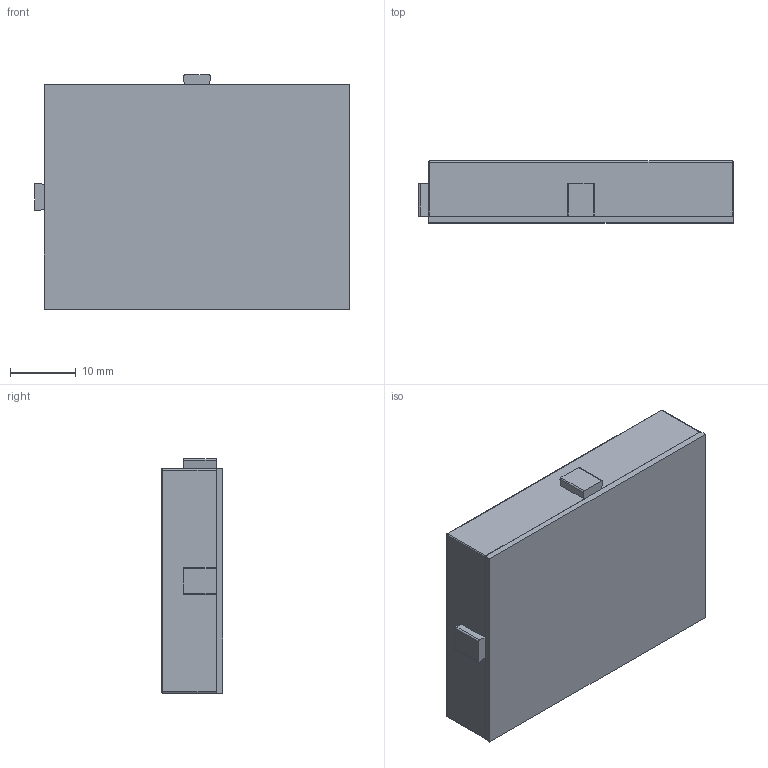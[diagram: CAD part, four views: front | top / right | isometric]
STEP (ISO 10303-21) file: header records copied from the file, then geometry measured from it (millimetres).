
FILE_DESCRIPTION(/* description */ ('STEP AP214'),/* implementation_level */ '2;1');
FILE_NAME(/* name */ '69cbcce2-f938-4b68-8f2c-4aa9f07f0818.zip.stp',/* time_stamp */ '2024-07-31T10:09:08Z',/* author */ (''),/* organization */ (''),/* preprocessor_version */ 'ST-DEVELOPER v20',/* originating_system */ 'Autodesk Translation Framework v13.14.0.145',/* authorisation */ '');
FILE_SCHEMA (('AUTOMOTIVE_DESIGN { 1 0 10303 214 3 1 1 }'));
Length unit declared in the file: millimetre
Products named in the file (1): Mini-Red
Bounding box: 48 x 9.4 x 35.7 mm (x, y, z)
Volume: 13864 mm3; surface area: 11551.1 mm2
Topology: 2 solids, 2 shells, 1589 faces, 3548 edges, 2132 vertices
Faces by surface type: plane 1565, cylinder 20, sphere 4
Full cylindrical faces by diameter (mm): 2.1 x2, 3.5 x2
Entity records: 43101 total; most frequent: CARTESIAN_POINT 7266, ORIENTED_EDGE 7088, DIRECTION 6764, EDGE_CURVE 3544, LINE 3504, VECTOR 3504, VERTEX_POINT 2132, EDGE_LOOP 1766
